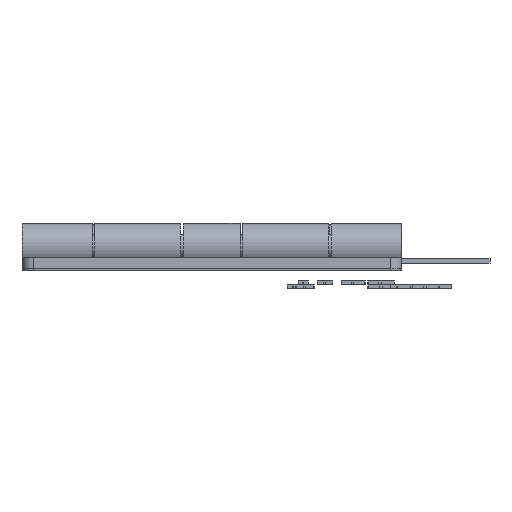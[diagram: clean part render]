
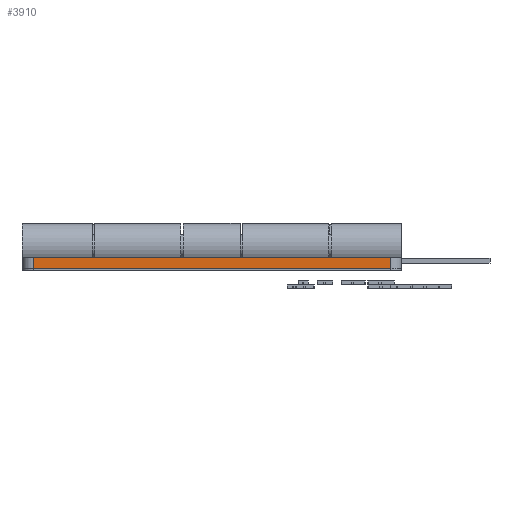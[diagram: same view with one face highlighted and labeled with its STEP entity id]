
A CAD part, left-side view. The second image highlights one B-rep face of the part: STEP entity #3910.
In plain terms, the highlighted planar face has unit normal (-1, 0, 0).
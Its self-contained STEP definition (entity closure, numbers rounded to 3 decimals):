
#3910=ADVANCED_FACE('',(#5491),#26378,.T.);
#5491=FACE_OUTER_BOUND('',#7126,.T.);
#7126=EDGE_LOOP('',(#12187,#12188,#12189,#12190));
#12187=ORIENTED_EDGE('',*,*,#18068,.T.);
#12188=ORIENTED_EDGE('',*,*,#18069,.T.);
#12189=ORIENTED_EDGE('',*,*,#18070,.F.);
#12190=ORIENTED_EDGE('',*,*,#18065,.F.);
#18065=EDGE_CURVE('',#24438,#24437,#22070,.T.);
#18068=EDGE_CURVE('',#24438,#24441,#22073,.T.);
#18069=EDGE_CURVE('',#24441,#24440,#22074,.T.);
#18070=EDGE_CURVE('',#24437,#24440,#22075,.T.);
#22070=B_SPLINE_CURVE_WITH_KNOTS('',1,(#47857,#47858),.UNSPECIFIED.,.F.,
 .F.,(2,2),(3.,97.),.UNSPECIFIED.);
#22073=B_SPLINE_CURVE_WITH_KNOTS('',1,(#47863,#47864),.UNSPECIFIED.,.F.,
 .F.,(2,2),(0.,3.),.UNSPECIFIED.);
#22074=B_SPLINE_CURVE_WITH_KNOTS('',1,(#47865,#47866),.UNSPECIFIED.,.F.,
 .F.,(2,2),(3.,97.),.UNSPECIFIED.);
#22075=B_SPLINE_CURVE_WITH_KNOTS('',1,(#47867,#47868),.UNSPECIFIED.,.F.,
 .F.,(2,2),(0.,3.),.UNSPECIFIED.);
#24437=VERTEX_POINT('',#47824);
#24438=VERTEX_POINT('',#47825);
#24440=VERTEX_POINT('',#47827);
#24441=VERTEX_POINT('',#47828);
#26378=PLANE('',#27596);
#27596=AXIS2_PLACEMENT_3D('',#47764,#29983,$);
#29983=DIRECTION('',(-1.,0.,0.));
#47764=CARTESIAN_POINT('',(-377.484,-50.,4.166));
#47824=CARTESIAN_POINT('',(-377.484,47.,4.166));
#47825=CARTESIAN_POINT('',(-377.484,-47.,4.166));
#47827=CARTESIAN_POINT('',(-377.484,47.,7.166));
#47828=CARTESIAN_POINT('',(-377.484,-47.,7.166));
#47857=CARTESIAN_POINT('',(-377.484,-47.,4.166));
#47858=CARTESIAN_POINT('',(-377.484,47.,4.166));
#47863=CARTESIAN_POINT('',(-377.484,-47.,4.166));
#47864=CARTESIAN_POINT('',(-377.484,-47.,7.166));
#47865=CARTESIAN_POINT('',(-377.484,-47.,7.166));
#47866=CARTESIAN_POINT('',(-377.484,47.,7.166));
#47867=CARTESIAN_POINT('',(-377.484,47.,4.166));
#47868=CARTESIAN_POINT('',(-377.484,47.,7.166));
